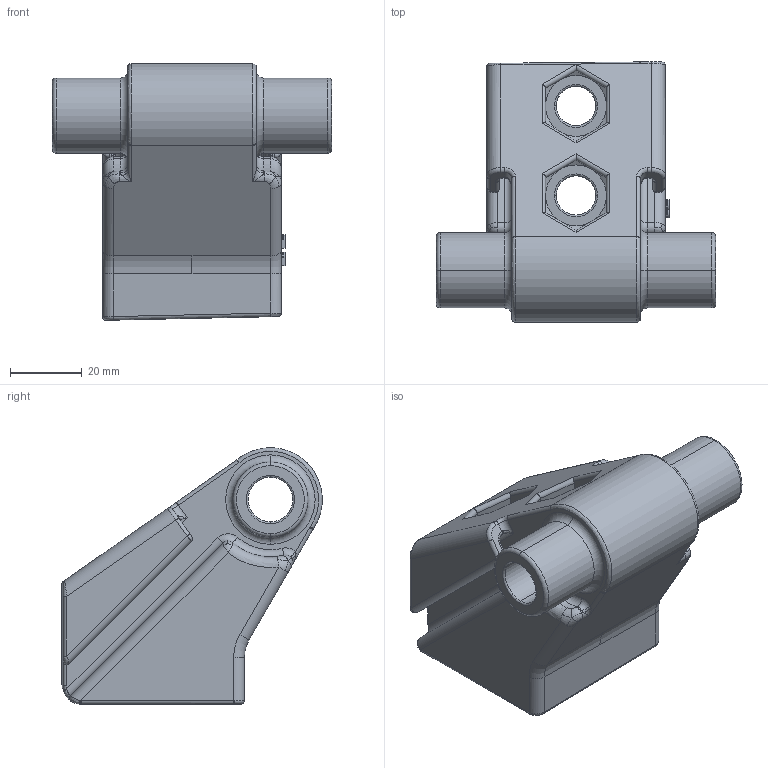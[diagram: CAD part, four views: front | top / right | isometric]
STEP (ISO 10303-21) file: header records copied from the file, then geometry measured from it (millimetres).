
FILE_DESCRIPTION((''),'2;1');
FILE_NAME('A3600-03___GELENK_LINKS_01','2022-04-26T21:44:23',('43664'),(''),'CREO PARAMETRIC BY PTC INC, 2020342','CREO PARAMETRIC BY PTC INC, 2020342','');
FILE_SCHEMA(('CONFIG_CONTROL_DESIGN'));
Length unit declared in the file: millimetre
Products named in the file (1): A3600-03___GELENK_LINKS_01
Bounding box: 78 x 72.74 x 71.7 mm (x, y, z)
Volume: 134492.4 mm3; surface area: 29225.6 mm2
Topology: 1 solids, 1 shells, 336 faces, 894 edges, 565 vertices
Faces by surface type: plane 134, bspline 82, cylinder 78, torus 30, cone 12
Entity records: 23412 total; most frequent: CARTESIAN_POINT 15590, ORIENTED_EDGE 1778, DIRECTION 1375, EDGE_CURVE 889, VERTEX_POINT 565, AXIS2_PLACEMENT_3D 471, VECTOR 433, LINE 433
